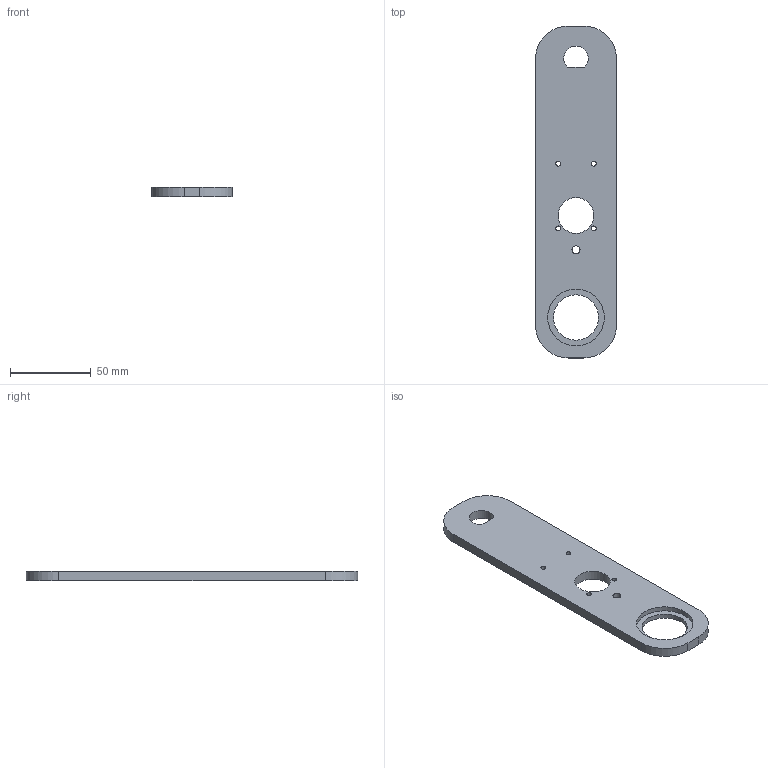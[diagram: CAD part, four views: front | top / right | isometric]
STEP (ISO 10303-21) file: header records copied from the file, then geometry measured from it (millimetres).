
FILE_DESCRIPTION(/* description */ ('STEP AP214'),/* implementation_level */ '2;1');
FILE_NAME(/* name */ '61fa9e0bde1f9b6a4c35e4fb',/* time_stamp */ '2022-02-02T15:06:52+00:00',/* author */ (''),/* organization */ (''),/* preprocessor_version */ 'ST-DEVELOPER v18.101',/* originating_system */ ' ',/* authorisation */ ' ');
FILE_SCHEMA (('AUTOMOTIVE_DESIGN {1 0 10303 214 3 1 1}'));
Length unit declared in the file: metre
Products named in the file (1): Bras 1 droite
Bounding box: 50 x 205 x 6 mm (x, y, z)
Volume: 51103.8 mm3; surface area: 21837.6 mm2
Topology: 1 solids, 1 shells, 21 faces, 54 edges, 36 vertices
Faces by surface type: cylinder 13, plane 8
Full cylindrical faces by diameter (mm): 3 x4, 5 x1, 22 x1, 28 x1, 35 x1
Entity records: 676 total; most frequent: DIRECTION 116, CARTESIAN_POINT 104, ORIENTED_EDGE 92, AXIS2_PLACEMENT_3D 48, EDGE_CURVE 46, EDGE_LOOP 46, FACE_BOUND 46, VERTEX_POINT 36
